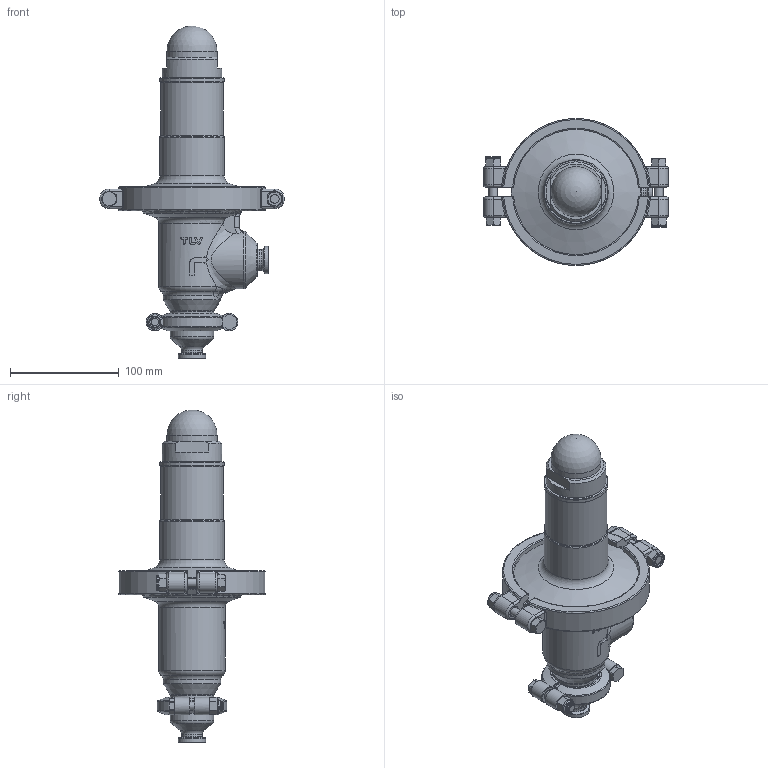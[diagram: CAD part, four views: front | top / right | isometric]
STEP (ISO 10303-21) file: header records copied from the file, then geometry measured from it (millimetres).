
FILE_DESCRIPTION(/* description */ (''),/* implementation_level */ '2;1');
FILE_NAME(/* name */ 'dr800-020-a0000-00.stp',/* time_stamp */ '2026-01-09T10:49:36+09:00',/* author */ ('shibuya'),/* organization */ (''),/* preprocessor_version */ 'ST-DEVELOPER v20',/* originating_system */ 'Autodesk Inventor 2025',/* authorisation */ '');
FILE_SCHEMA (('AUTOMOTIVE_DESIGN { 1 0 10303 214 3 1 1 }'));
Length unit declared in the file: millimetre
Products named in the file (1): dr800-020-a0000-00
Bounding box: 170 x 134.93 x 305 mm (x, y, z)
Volume: 1021710.2 mm3; surface area: 154168.8 mm2
Topology: 3 solids, 3 shells, 603 faces, 1426 edges, 859 vertices
Faces by surface type: plane 194, cylinder 160, torus 92, cone 76, bspline 56, sphere 25
Full cylindrical faces by diameter (mm): 7 x14, 8 x4, 9 x4, 9.436 x2, 10.5 x4, 12.491 x2, 13 x2, 14 x2, 15.7 x1, 15.75 x1, 19.05 x1, 19.1 x1, 21.8 x1, 22.12 x1, 25 x2, 40 x2, 46 x1, 50.5 x2, 53 x2, 55 x1, 57 x1, 59 x2, 119 x2
Entity records: 22632 total; most frequent: CARTESIAN_POINT 9062, DIRECTION 2867, ORIENTED_EDGE 2850, EDGE_CURVE 1425, AXIS2_PLACEMENT_3D 1196, VERTEX_POINT 859, EDGE_LOOP 640, CIRCLE 604
